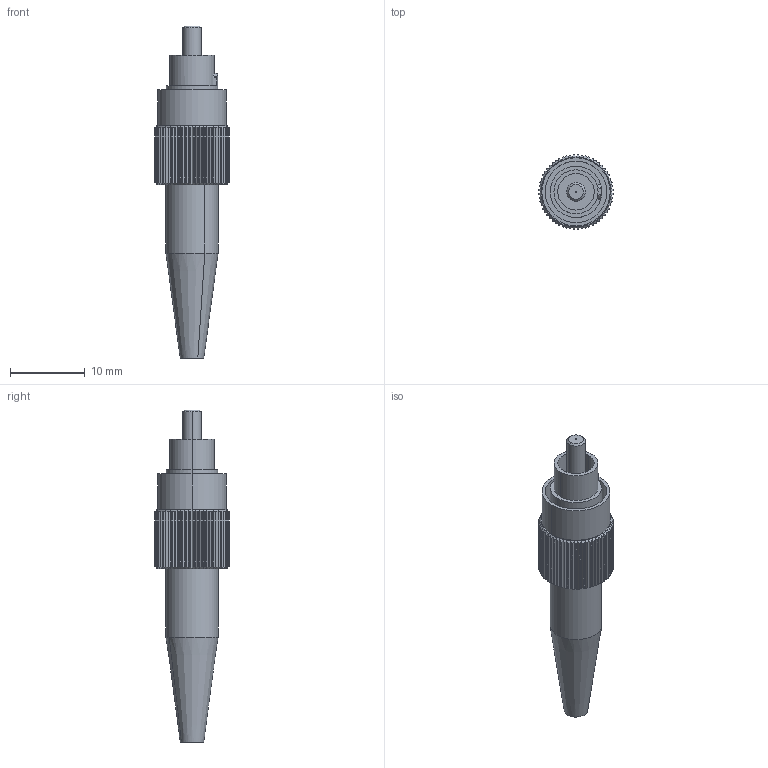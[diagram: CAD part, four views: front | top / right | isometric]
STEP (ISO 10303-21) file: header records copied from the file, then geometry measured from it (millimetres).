
FILE_DESCRIPTION (( 'STEP AP214' ), '1' );
FILE_NAME ('1065-E0W.STEP', '2012-07-19T15:25:47', ( 'Admin' ), ( '' ), 'SwSTEP 2.0', 'SolidWorks 2011', '' );
FILE_SCHEMA (( 'AUTOMOTIVE_DESIGN' ));
Length unit declared in the file: inch
Products named in the file (1): 1065-E0W
Bounding box: 9.99 x 9.99 x 44.5 mm (x, y, z)
Volume: 1199.5 mm3; surface area: 2934.3 mm2
Topology: 5 solids, 5 shells, 303 faces, 798 edges, 522 vertices
Faces by surface type: plane 155, cylinder 126, cone 22
Entity records: 14385 total; most frequent: CARTESIAN_POINT 3100, ORIENTED_EDGE 1596, DIRECTION 1416, EDGE_CURVE 798, AXIS2_PLACEMENT_3D 566, VERTEX_POINT 522, EDGE_LOOP 330, LENGTH_MEASURE_WITH_UNIT 310
